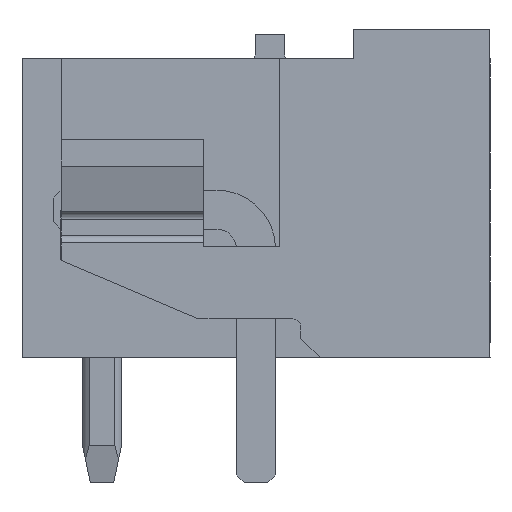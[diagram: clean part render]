
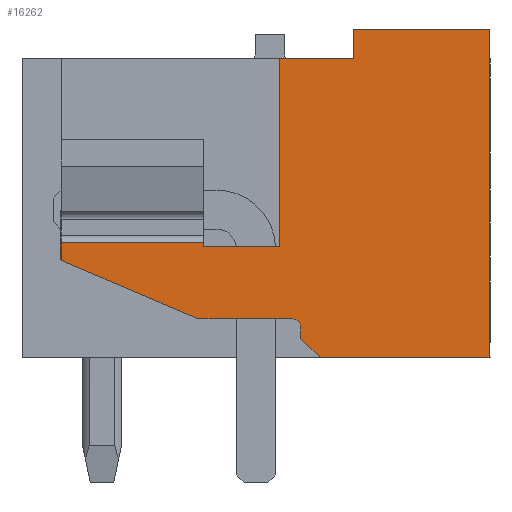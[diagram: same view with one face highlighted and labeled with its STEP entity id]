
A CAD part, left-side view. The second image highlights one B-rep face of the part: STEP entity #16262.
In plain terms, the highlighted planar face has unit normal (-1, 0, 0).
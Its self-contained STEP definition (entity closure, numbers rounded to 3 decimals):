
#16006=AXIS2_PLACEMENT_3D('Circle Axis2P3D',#16004,#16005,$) ;
#16233=AXIS2_PLACEMENT_3D('Plane Axis2P3D',#16230,#16231,#16232) ;
#269=CARTESIAN_POINT('Vertex',(0.,3.5,11.63)) ;
#272=CARTESIAN_POINT('Line Origine',(0.,1.75,11.63)) ;
#276=CARTESIAN_POINT('Vertex',(0.,0.,11.63)) ;
#967=CARTESIAN_POINT('Vertex',(0.,5.4,10.88)) ;
#970=CARTESIAN_POINT('Line Origine',(0.,4.45,10.88)) ;
#974=CARTESIAN_POINT('Vertex',(0.,3.5,10.88)) ;
#1562=CARTESIAN_POINT('Vertex',(0.,0.,3.2)) ;
#1565=CARTESIAN_POINT('Line Origine',(0.,2.177,3.2)) ;
#1569=CARTESIAN_POINT('Vertex',(0.,4.354,3.2)) ;
#8082=CARTESIAN_POINT('Line Origine',(0.,0.,7.415)) ;
#15554=CARTESIAN_POINT('Vertex',(0.,7.35,6.15)) ;
#15557=CARTESIAN_POINT('Line Origine',(0.,7.35,6.1)) ;
#15561=CARTESIAN_POINT('Vertex',(0.,7.35,6.05)) ;
#15668=CARTESIAN_POINT('Line Origine',(0.,9.175,6.15)) ;
#15672=CARTESIAN_POINT('Vertex',(0.,11.,6.15)) ;
#15894=CARTESIAN_POINT('Vertex',(0.,7.464,4.2)) ;
#15899=CARTESIAN_POINT('Line Origine',(0.,9.232,4.95)) ;
#15903=CARTESIAN_POINT('Vertex',(0.,11.,5.7)) ;
#15934=CARTESIAN_POINT('Vertex',(0.,5.054,4.2)) ;
#15939=CARTESIAN_POINT('Line Origine',(0.,6.259,4.2)) ;
#15999=CARTESIAN_POINT('Vertex',(0.,4.854,4.)) ;
#16004=CARTESIAN_POINT('Axis2P3D Location',(0.,5.054,4.)) ;
#16030=CARTESIAN_POINT('Vertex',(0.,4.854,3.7)) ;
#16035=CARTESIAN_POINT('Line Origine',(0.,4.854,3.85)) ;
#16057=CARTESIAN_POINT('Line Origine',(0.,4.604,3.45)) ;
#16083=CARTESIAN_POINT('Vertex',(0.,5.4,6.05)) ;
#16088=CARTESIAN_POINT('Line Origine',(0.,5.4,8.465)) ;
#16138=CARTESIAN_POINT('Line Origine',(0.,6.375,6.05)) ;
#16230=CARTESIAN_POINT('Axis2P3D Location',(0.,0.,0.)) ;
#16235=CARTESIAN_POINT('Line Origine',(0.,11.,5.925)) ;
#16240=CARTESIAN_POINT('Line Origine',(0.,3.5,11.255)) ;
#273=DIRECTION('Vector Direction',(0.,-1.,0.)) ;
#971=DIRECTION('Vector Direction',(0.,1.,0.)) ;
#1566=DIRECTION('Vector Direction',(0.,1.,0.)) ;
#8083=DIRECTION('Vector Direction',(0.,0.,-1.)) ;
#15558=DIRECTION('Vector Direction',(0.,0.,1.)) ;
#15669=DIRECTION('Vector Direction',(0.,1.,0.)) ;
#15900=DIRECTION('Vector Direction',(0.,-0.921,-0.391)) ;
#15940=DIRECTION('Vector Direction',(0.,-1.,0.)) ;
#16005=DIRECTION('Axis2P3D Direction',(-1.,0.,0.)) ;
#16036=DIRECTION('Vector Direction',(0.,0.,-1.)) ;
#16058=DIRECTION('Vector Direction',(0.,-0.707,-0.707)) ;
#16089=DIRECTION('Vector Direction',(0.,0.,1.)) ;
#16139=DIRECTION('Vector Direction',(0.,1.,0.)) ;
#16231=DIRECTION('Axis2P3D Direction',(-1.,0.,0.)) ;
#16232=DIRECTION('Axis2P3D XDirection',(0.,-1.,0.)) ;
#16236=DIRECTION('Vector Direction',(0.,0.,-1.)) ;
#16241=DIRECTION('Vector Direction',(0.,0.,1.)) ;
#274=VECTOR('Line Direction',#273,1.) ;
#972=VECTOR('Line Direction',#971,1.) ;
#1567=VECTOR('Line Direction',#1566,1.) ;
#8084=VECTOR('Line Direction',#8083,1.) ;
#15559=VECTOR('Line Direction',#15558,1.) ;
#15670=VECTOR('Line Direction',#15669,1.) ;
#15901=VECTOR('Line Direction',#15900,1.) ;
#15941=VECTOR('Line Direction',#15940,1.) ;
#16037=VECTOR('Line Direction',#16036,1.) ;
#16059=VECTOR('Line Direction',#16058,1.) ;
#16090=VECTOR('Line Direction',#16089,1.) ;
#16140=VECTOR('Line Direction',#16139,1.) ;
#16237=VECTOR('Line Direction',#16236,1.) ;
#16242=VECTOR('Line Direction',#16241,1.) ;
#16246=ORIENTED_EDGE('',*,*,#15563,.T.) ;
#16247=ORIENTED_EDGE('',*,*,#15674,.T.) ;
#16248=ORIENTED_EDGE('',*,*,#16239,.F.) ;
#16249=ORIENTED_EDGE('',*,*,#15905,.F.) ;
#16250=ORIENTED_EDGE('',*,*,#15943,.F.) ;
#16251=ORIENTED_EDGE('',*,*,#16008,.F.) ;
#16252=ORIENTED_EDGE('',*,*,#16039,.F.) ;
#16253=ORIENTED_EDGE('',*,*,#16061,.F.) ;
#16254=ORIENTED_EDGE('',*,*,#1571,.T.) ;
#16255=ORIENTED_EDGE('',*,*,#8086,.T.) ;
#16256=ORIENTED_EDGE('',*,*,#278,.T.) ;
#16257=ORIENTED_EDGE('',*,*,#16244,.T.) ;
#16258=ORIENTED_EDGE('',*,*,#976,.T.) ;
#16259=ORIENTED_EDGE('',*,*,#16092,.F.) ;
#16260=ORIENTED_EDGE('',*,*,#16142,.F.) ;
#16262=ADVANCED_FACE('Housing',(#16261),#16234,.T.) ;
#16007=CIRCLE('generated circle',#16006,0.2) ;
#278=EDGE_CURVE('',#277,#270,#275,.F.) ;
#976=EDGE_CURVE('',#975,#968,#973,.T.) ;
#1571=EDGE_CURVE('',#1570,#1563,#1568,.F.) ;
#8086=EDGE_CURVE('',#1563,#277,#8085,.F.) ;
#15563=EDGE_CURVE('',#15562,#15555,#15560,.T.) ;
#15674=EDGE_CURVE('',#15555,#15673,#15671,.T.) ;
#15905=EDGE_CURVE('',#15895,#15904,#15902,.F.) ;
#15943=EDGE_CURVE('',#15935,#15895,#15942,.F.) ;
#16008=EDGE_CURVE('',#16000,#15935,#16007,.T.) ;
#16039=EDGE_CURVE('',#16031,#16000,#16038,.F.) ;
#16061=EDGE_CURVE('',#1570,#16031,#16060,.F.) ;
#16092=EDGE_CURVE('',#16084,#968,#16091,.T.) ;
#16142=EDGE_CURVE('',#15562,#16084,#16141,.F.) ;
#16239=EDGE_CURVE('',#15904,#15673,#16238,.F.) ;
#16244=EDGE_CURVE('',#270,#975,#16243,.F.) ;
#16245=EDGE_LOOP('',(#16246,#16247,#16248,#16249,#16250,#16251,#16252,#16253,#16254,#16255,#16256,#16257,#16258,#16259,#16260)) ;
#16261=FACE_OUTER_BOUND('',#16245,.T.) ;
#275=LINE('Line',#272,#274) ;
#973=LINE('Line',#970,#972) ;
#1568=LINE('Line',#1565,#1567) ;
#8085=LINE('Line',#8082,#8084) ;
#15560=LINE('Line',#15557,#15559) ;
#15671=LINE('Line',#15668,#15670) ;
#15902=LINE('Line',#15899,#15901) ;
#15942=LINE('Line',#15939,#15941) ;
#16038=LINE('Line',#16035,#16037) ;
#16060=LINE('Line',#16057,#16059) ;
#16091=LINE('Line',#16088,#16090) ;
#16141=LINE('Line',#16138,#16140) ;
#16238=LINE('Line',#16235,#16237) ;
#16243=LINE('Line',#16240,#16242) ;
#16234=PLANE('',#16233) ;
#270=VERTEX_POINT('',#269) ;
#277=VERTEX_POINT('',#276) ;
#968=VERTEX_POINT('',#967) ;
#975=VERTEX_POINT('',#974) ;
#1563=VERTEX_POINT('',#1562) ;
#1570=VERTEX_POINT('',#1569) ;
#15555=VERTEX_POINT('',#15554) ;
#15562=VERTEX_POINT('',#15561) ;
#15673=VERTEX_POINT('',#15672) ;
#15895=VERTEX_POINT('',#15894) ;
#15904=VERTEX_POINT('',#15903) ;
#15935=VERTEX_POINT('',#15934) ;
#16000=VERTEX_POINT('',#15999) ;
#16031=VERTEX_POINT('',#16030) ;
#16084=VERTEX_POINT('',#16083) ;
